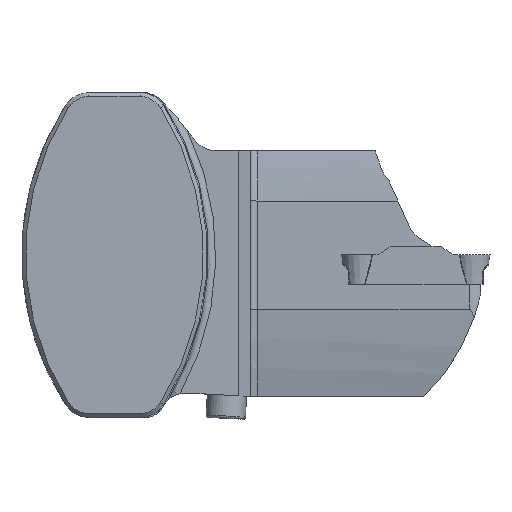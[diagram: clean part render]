
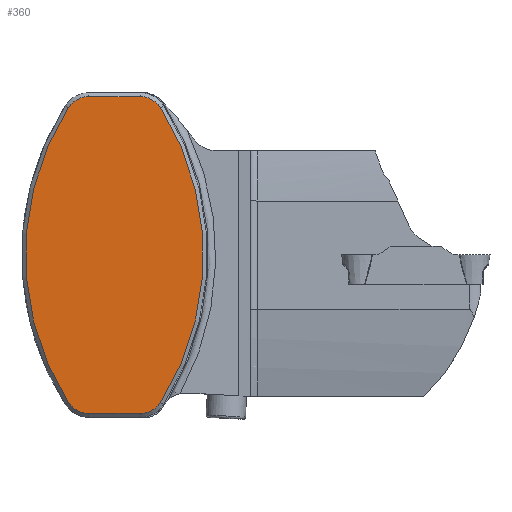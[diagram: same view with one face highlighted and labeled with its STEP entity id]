
A CAD part, top view. The second image highlights one B-rep face of the part: STEP entity #360.
In plain terms, the highlighted planar face has unit normal (0, 0, 1).
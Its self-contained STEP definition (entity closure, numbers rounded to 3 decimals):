
#300=PLANE('',#2065);
#360=ADVANCED_FACE('',(#497),#300,.T.);
#497=FACE_OUTER_BOUND('',#598,.T.);
#598=EDGE_LOOP('',(#1054,#1055,#1056,#1057,#1058,#1059,#1060,#1061));
#741=LINE('',#3186,#840);
#742=LINE('',#3194,#841);
#840=VECTOR('',#2321,1.);
#841=VECTOR('',#2328,1.);
#1054=ORIENTED_EDGE('',*,*,#1714,.F.);
#1055=ORIENTED_EDGE('',*,*,#1732,.F.);
#1056=ORIENTED_EDGE('',*,*,#1733,.F.);
#1057=ORIENTED_EDGE('',*,*,#1734,.F.);
#1058=ORIENTED_EDGE('',*,*,#1735,.F.);
#1059=ORIENTED_EDGE('',*,*,#1736,.F.);
#1060=ORIENTED_EDGE('',*,*,#1737,.F.);
#1061=ORIENTED_EDGE('',*,*,#1738,.F.);
#1514=VERTEX_POINT('',#3051);
#1515=VERTEX_POINT('',#3052);
#1527=VERTEX_POINT('',#3185);
#1528=VERTEX_POINT('',#3187);
#1529=VERTEX_POINT('',#3189);
#1530=VERTEX_POINT('',#3191);
#1531=VERTEX_POINT('',#3193);
#1532=VERTEX_POINT('',#3195);
#1714=EDGE_CURVE('',#1514,#1515,#1902,.T.);
#1732=EDGE_CURVE('',#1527,#1514,#1904,.T.);
#1733=EDGE_CURVE('',#1528,#1527,#741,.T.);
#1734=EDGE_CURVE('',#1529,#1528,#1905,.T.);
#1735=EDGE_CURVE('',#1530,#1529,#1906,.T.);
#1736=EDGE_CURVE('',#1531,#1530,#1907,.T.);
#1737=EDGE_CURVE('',#1532,#1531,#742,.T.);
#1738=EDGE_CURVE('',#1515,#1532,#1908,.T.);
#1902=CIRCLE('',#2053,59.175);
#1904=CIRCLE('',#2060,5.175);
#1905=CIRCLE('',#2061,5.175);
#1906=CIRCLE('',#2062,59.175);
#1907=CIRCLE('',#2063,5.175);
#1908=CIRCLE('',#2064,5.175);
#2053=AXIS2_PLACEMENT_3D('',#3050,#2299,#2300);
#2060=AXIS2_PLACEMENT_3D('',#3184,#2319,#2320);
#2061=AXIS2_PLACEMENT_3D('',#3188,#2322,#2323);
#2062=AXIS2_PLACEMENT_3D('',#3190,#2324,#2325);
#2063=AXIS2_PLACEMENT_3D('',#3192,#2326,#2327);
#2064=AXIS2_PLACEMENT_3D('',#3196,#2329,#2330);
#2065=AXIS2_PLACEMENT_3D('',#3197,#2331,#2332);
#2299=DIRECTION('',(0.,0.,-1.));
#2300=DIRECTION('',(0.,-1.,0.));
#2319=DIRECTION('',(0.,0.,-1.));
#2320=DIRECTION('',(0.,-1.,0.));
#2321=DIRECTION('',(1.,0.,0.));
#2322=DIRECTION('',(0.,0.,-1.));
#2323=DIRECTION('',(0.,-1.,0.));
#2324=DIRECTION('',(0.,0.,-1.));
#2325=DIRECTION('',(0.,-1.,0.));
#2326=DIRECTION('',(0.,0.,-1.));
#2327=DIRECTION('',(0.,-1.,0.));
#2328=DIRECTION('',(-1.,0.,0.));
#2329=DIRECTION('',(0.,0.,-1.));
#2330=DIRECTION('',(0.,-1.,0.));
#2331=DIRECTION('',(0.,0.,1.));
#2332=DIRECTION('',(0.,-1.,0.));
#3050=CARTESIAN_POINT('',(-40.,0.,0.325));
#3051=CARTESIAN_POINT('',(9.918,31.779,0.325));
#3052=CARTESIAN_POINT('',(9.918,-31.779,0.325));
#3184=CARTESIAN_POINT('',(5.552,29.,0.325));
#3185=CARTESIAN_POINT('',(5.552,34.175,0.325));
#3186=CARTESIAN_POINT('',(0.,34.175,0.325));
#3187=CARTESIAN_POINT('',(-5.552,34.175,0.325));
#3188=CARTESIAN_POINT('',(-5.552,29.,0.325));
#3189=CARTESIAN_POINT('',(-9.918,31.779,0.325));
#3190=CARTESIAN_POINT('',(40.,0.,0.325));
#3191=CARTESIAN_POINT('',(-9.918,-31.779,0.325));
#3192=CARTESIAN_POINT('',(-5.552,-29.,0.325));
#3193=CARTESIAN_POINT('',(-5.552,-34.175,0.325));
#3194=CARTESIAN_POINT('',(0.,-34.175,0.325));
#3195=CARTESIAN_POINT('',(5.552,-34.175,0.325));
#3196=CARTESIAN_POINT('',(5.552,-29.,0.325));
#3197=CARTESIAN_POINT('',(0.,0.,0.325));
